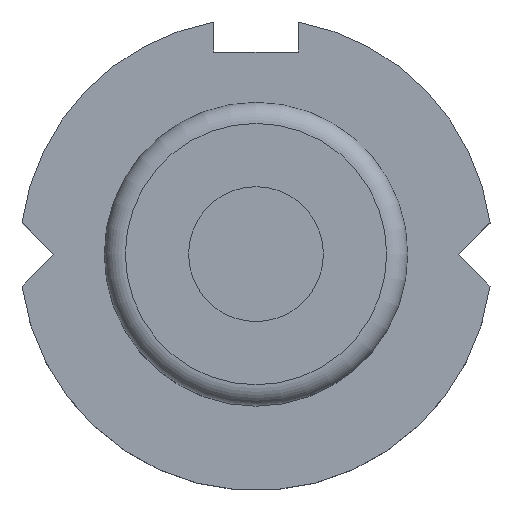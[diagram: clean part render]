
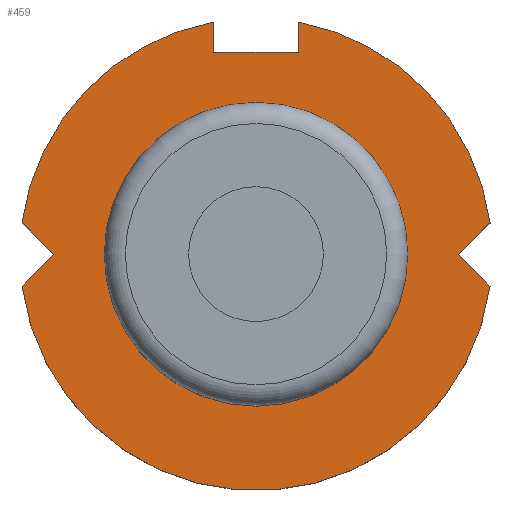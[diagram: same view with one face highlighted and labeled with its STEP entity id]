
A CAD part, top view. The second image highlights one B-rep face of the part: STEP entity #459.
In plain terms, the highlighted planar face has unit normal (0, 0, 1).
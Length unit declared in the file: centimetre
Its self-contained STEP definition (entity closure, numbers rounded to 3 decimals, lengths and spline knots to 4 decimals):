
#113=VECTOR('',#573,1.);
#116=VECTOR('',#577,1.);
#118=VECTOR('',#580,1.);
#119=VECTOR('',#584,1.);
#120=VECTOR('',#585,1.);
#121=VECTOR('',#586,1.);
#122=VECTOR('',#587,1.);
#137=LINE('',#667,#113);
#140=LINE('',#673,#116);
#142=LINE('',#677,#118);
#143=LINE('',#681,#119);
#144=LINE('',#683,#120);
#145=LINE('',#686,#121);
#146=LINE('',#688,#122);
#164=PLANE('',#502);
#193=VERTEX_POINT('',#662);
#194=VERTEX_POINT('',#666);
#195=VERTEX_POINT('',#668);
#196=VERTEX_POINT('',#672);
#197=VERTEX_POINT('',#676);
#198=VERTEX_POINT('',#680);
#199=VERTEX_POINT('',#682);
#200=VERTEX_POINT('',#684);
#201=VERTEX_POINT('',#685);
#202=VERTEX_POINT('',#687);
#203=VERTEX_POINT('',#689);
#219=CIRCLE('',#497,0.18);
#220=CIRCLE('',#503,0.28);
#245=EDGE_CURVE('',#193,#193,#219,.T.);
#247=EDGE_CURVE('',#195,#194,#137,.T.);
#250=EDGE_CURVE('',#194,#196,#140,.T.);
#252=EDGE_CURVE('',#196,#197,#142,.T.);
#253=EDGE_CURVE('',#198,#197,#220,.T.);
#254=EDGE_CURVE('',#198,#199,#143,.T.);
#255=EDGE_CURVE('',#199,#200,#144,.T.);
#256=EDGE_CURVE('',#201,#200,#220,.T.);
#257=EDGE_CURVE('',#201,#202,#145,.T.);
#258=EDGE_CURVE('',#202,#203,#146,.T.);
#259=EDGE_CURVE('',#195,#203,#220,.T.);
#317=ORIENTED_EDGE('',*,*,#245,.T.);
#318=ORIENTED_EDGE('',*,*,#247,.T.);
#319=ORIENTED_EDGE('',*,*,#250,.T.);
#320=ORIENTED_EDGE('',*,*,#252,.T.);
#321=ORIENTED_EDGE('',*,*,#253,.F.);
#322=ORIENTED_EDGE('',*,*,#254,.T.);
#323=ORIENTED_EDGE('',*,*,#255,.T.);
#324=ORIENTED_EDGE('',*,*,#256,.F.);
#325=ORIENTED_EDGE('',*,*,#257,.T.);
#326=ORIENTED_EDGE('',*,*,#258,.T.);
#327=ORIENTED_EDGE('',*,*,#259,.F.);
#389=EDGE_LOOP('',(#317));
#390=EDGE_LOOP('',(#318,#319,#320,#321,#322,#323,#324,#325,#326,#327));
#431=FACE_BOUND('',#389,.T.);
#432=FACE_BOUND('',#390,.T.);
#459=ADVANCED_FACE('',(#431,#432),#164,.T.);
#497=AXIS2_PLACEMENT_3D('',#661,#568,#569);
#502=AXIS2_PLACEMENT_3D('',#678,#581,$);
#503=AXIS2_PLACEMENT_3D('',#679,#582,#583);
#568=DIRECTION('',(0.,0.,-1.));
#569=DIRECTION('',(0.18,0.,0.));
#573=DIRECTION('',(0.,-1.,0.));
#577=DIRECTION('',(-1.,0.,0.));
#580=DIRECTION('',(0.,1.,0.));
#581=DIRECTION('',(0.,0.,1.));
#582=DIRECTION('',(0.,0.,-1.));
#583=DIRECTION('',(0.28,0.,0.));
#584=DIRECTION('',(0.707,-0.707,0.));
#585=DIRECTION('',(-0.707,-0.707,0.));
#586=DIRECTION('',(-0.707,0.707,0.));
#587=DIRECTION('',(0.707,0.707,0.));
#661=CARTESIAN_POINT('',(0.,0.,0.12));
#662=CARTESIAN_POINT('',(0.18,0.,0.12));
#666=CARTESIAN_POINT('',(0.05,0.24,0.12));
#667=CARTESIAN_POINT('',(0.05,0.1325,0.12));
#668=CARTESIAN_POINT('',(0.05,0.2755,0.12));
#672=CARTESIAN_POINT('',(-0.05,0.24,0.12));
#673=CARTESIAN_POINT('',(0.,0.24,0.12));
#676=CARTESIAN_POINT('',(-0.05,0.2755,0.12));
#677=CARTESIAN_POINT('',(-0.05,0.1325,0.12));
#678=CARTESIAN_POINT('',(0.,0.,0.12));
#679=CARTESIAN_POINT('',(0.,0.,0.12));
#680=CARTESIAN_POINT('',(-0.2775,0.0375,0.12));
#681=CARTESIAN_POINT('',(-0.1925,-0.0475,0.12));
#682=CARTESIAN_POINT('',(-0.24,0.,0.12));
#683=CARTESIAN_POINT('',(-0.1925,0.0475,0.12));
#684=CARTESIAN_POINT('',(-0.2775,-0.0375,0.12));
#685=CARTESIAN_POINT('',(0.2775,-0.0375,0.12));
#686=CARTESIAN_POINT('',(0.1925,0.0475,0.12));
#687=CARTESIAN_POINT('',(0.24,0.,0.12));
#688=CARTESIAN_POINT('',(0.1925,-0.0475,0.12));
#689=CARTESIAN_POINT('',(0.2775,0.0375,0.12));
